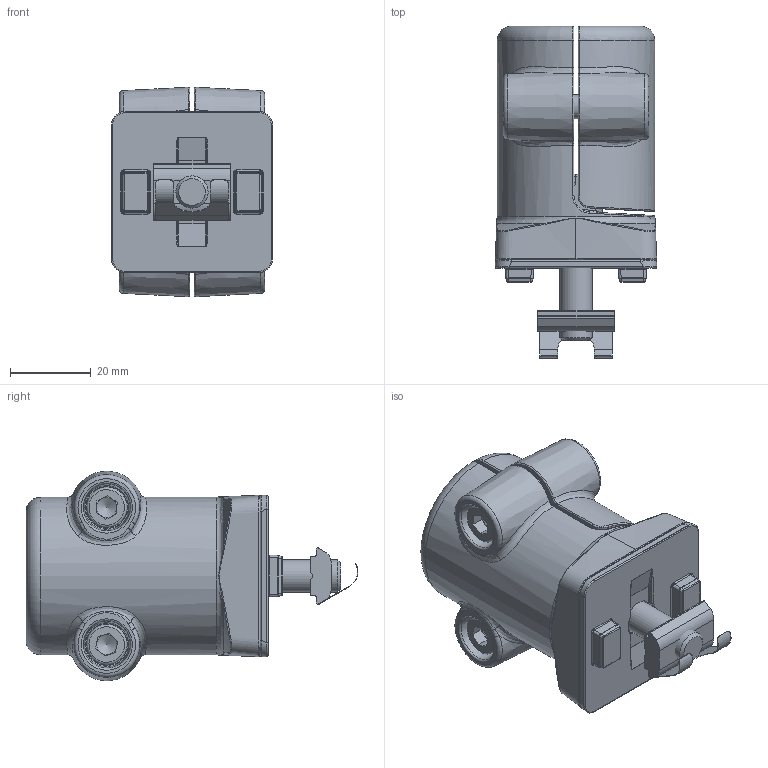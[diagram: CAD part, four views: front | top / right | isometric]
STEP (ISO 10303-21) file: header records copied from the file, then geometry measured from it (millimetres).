
FILE_DESCRIPTION(/* description */ ('KriTec Adapter von D28 auf Nut 10 inkl. Befestigungssatz'),/* implementation_level */ '2;1');
FILE_NAME(/* name */ '81182_KriTec_Adapter_von_D28_auf_Nut_10_inkl_Befestigungssatz.stp',/* time_stamp */ '2021-05-06T14:52:59+02:00',/* author */ ('jendrek'),/* organization */ (''),/* preprocessor_version */ 'ST-DEVELOPER v17',/* originating_system */ 'Autodesk Inventor 2018',/* authorisation */ '');
FILE_SCHEMA (('AUTOMOTIVE_DESIGN { 1 0 10303 214 3 1 1 }'));
Products named in the file (13): 81182 KriTec Adapter von D28 auf Nut 10 inkl. Befestigungssatz; 2; 3; 4; 12; 9; 1; 5; 7; 8; 6; 11; 13
Assembly tree (14 placements, depth 4):
  81182 KriTec Adapter von D28 auf Nut 10 inkl. Befestigungssatz
    2
      3
      4
      12  x2
      9  x2
    1
      5
      7
        8
        6
      11
      13
Bounding box: 40 x 82.29 x 51.97 mm (x, y, z)
Volume: 51835.6 mm3; surface area: 31345.1 mm2
Topology: 11 solids, 11 shells, 1865 faces, 4485 edges, 2595 vertices
Faces by surface type: bspline 742, cylinder 486, plane 320, torus 116, cone 111, sphere 90
Full cylindrical faces by diameter (mm): 5 x2, 6 x4, 6.8 x1, 8 x1, 8.4 x1, 10 x2, 13 x2
Entity records: 83005 total; most frequent: CARTESIAN_POINT 44032, ORIENTED_EDGE 8630, DIRECTION 7804, EDGE_CURVE 4315, AXIS2_PLACEMENT_3D 3304, VERTEX_POINT 2528, EDGE_LOOP 1853, FACE_OUTER_BOUND 1820
